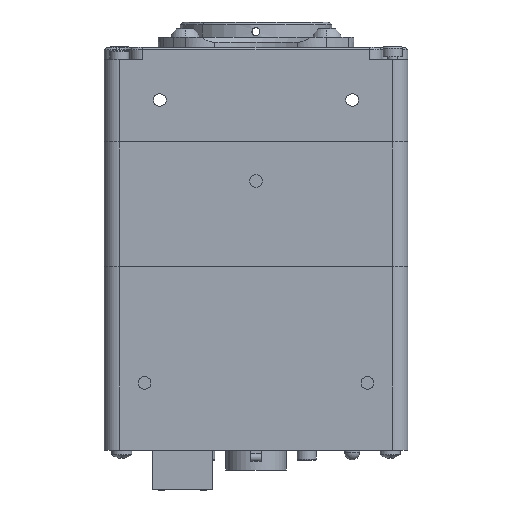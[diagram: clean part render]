
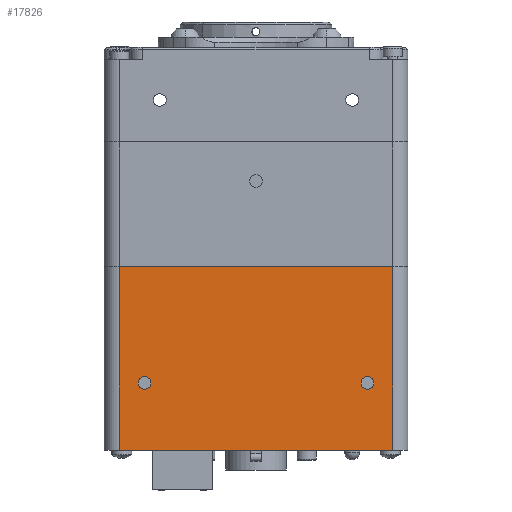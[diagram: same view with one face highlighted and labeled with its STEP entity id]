
A CAD part, front view. The second image highlights one B-rep face of the part: STEP entity #17826.
In plain terms, the highlighted planar face has unit normal (0, -1, 0).
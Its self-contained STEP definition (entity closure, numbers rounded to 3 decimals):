
#2110 = CARTESIAN_POINT ( 'NONE',  ( 50.897, -24.811, -53.349 ) ) ;
#2145 = AXIS2_PLACEMENT_3D ( 'NONE', #24890, #20553, #29268 ) ;
#2324 = CARTESIAN_POINT ( 'NONE',  ( 99.897, -24.811, -66.649 ) ) ;
#2330 = CARTESIAN_POINT ( 'NONE',  ( 94.897, -24.811, -52.099 ) ) ;
#2404 = DIRECTION ( 'NONE',  ( 1., 0., 0. ) ) ;
#2443 = EDGE_CURVE ( 'NONE', #25051, #8262, #19104, .T. ) ;
#2693 = DIRECTION ( 'NONE',  ( 0., -1., 0. ) ) ;
#2764 = FACE_BOUND ( 'NONE', #8209, .T. ) ;
#3073 = CIRCLE ( 'NONE', #21545, 1.25 ) ;
#3258 = VERTEX_POINT ( 'NONE', #2324 ) ;
#4188 = ORIENTED_EDGE ( 'NONE', *, *, #26886, .F. ) ;
#4627 = LINE ( 'NONE', #31866, #11768 ) ;
#5071 = CARTESIAN_POINT ( 'NONE',  ( 45.897, -24.811, -30.349 ) ) ;
#5406 = DIRECTION ( 'NONE',  ( 0., 1., 0. ) ) ;
#5779 = FACE_OUTER_BOUND ( 'NONE', #30840, .T. ) ;
#6417 = ORIENTED_EDGE ( 'NONE', *, *, #21455, .F. ) ;
#7712 = ORIENTED_EDGE ( 'NONE', *, *, #24655, .F. ) ;
#8209 = EDGE_LOOP ( 'NONE', ( #10066, #7712 ) ) ;
#8221 = DIRECTION ( 'NONE',  ( 0., -1., 0. ) ) ;
#8262 = VERTEX_POINT ( 'NONE', #31631 ) ;
#8935 = DIRECTION ( 'NONE',  ( 0., -1., 0. ) ) ;
#9385 = CIRCLE ( 'NONE', #18598, 1.25 ) ;
#10066 = ORIENTED_EDGE ( 'NONE', *, *, #30507, .F. ) ;
#10444 = ORIENTED_EDGE ( 'NONE', *, *, #14640, .T. ) ;
#10829 = FACE_BOUND ( 'NONE', #16949, .T. ) ;
#11427 = LINE ( 'NONE', #5071, #30960 ) ;
#11678 = ORIENTED_EDGE ( 'NONE', *, *, #2443, .T. ) ;
#11768 = VECTOR ( 'NONE', #28964, 1000. ) ;
#11936 = CIRCLE ( 'NONE', #2145, 1.25 ) ;
#12810 = EDGE_CURVE ( 'NONE', #25552, #18065, #3073, .T. ) ;
#13708 = CARTESIAN_POINT ( 'NONE',  ( 94.897, -24.811, -54.599 ) ) ;
#14531 = CARTESIAN_POINT ( 'NONE',  ( 50.897, -24.811, -52.099 ) ) ;
#14640 = EDGE_CURVE ( 'NONE', #8262, #3258, #4627, .T. ) ;
#14787 = CARTESIAN_POINT ( 'NONE',  ( 94.897, -24.811, -53.349 ) ) ;
#16201 = CARTESIAN_POINT ( 'NONE',  ( 45.897, -24.811, -37.349 ) ) ;
#16949 = EDGE_LOOP ( 'NONE', ( #33119, #4188 ) ) ;
#16970 = CARTESIAN_POINT ( 'NONE',  ( 102.897, -24.811, -37.349 ) ) ;
#17534 = DIRECTION ( 'NONE',  ( 1., 0., 0. ) ) ;
#17640 = VERTEX_POINT ( 'NONE', #31407 ) ;
#17826 = ADVANCED_FACE ( 'NONE', ( #2764, #10829, #5779 ), #31895, .F. ) ;
#18065 = VERTEX_POINT ( 'NONE', #2330 ) ;
#18550 = LINE ( 'NONE', #26715, #25120 ) ;
#18598 = AXIS2_PLACEMENT_3D ( 'NONE', #28542, #2693, #25838 ) ;
#19104 = LINE ( 'NONE', #16201, #21424 ) ;
#19622 = DIRECTION ( 'NONE',  ( 0., 0., -1. ) ) ;
#20351 = CARTESIAN_POINT ( 'NONE',  ( 45.897, -24.811, -30.349 ) ) ;
#20493 = CARTESIAN_POINT ( 'NONE',  ( 50.897, -24.811, -54.599 ) ) ;
#20553 = DIRECTION ( 'NONE',  ( 0., -1., 0. ) ) ;
#21424 = VECTOR ( 'NONE', #28026, 1000. ) ;
#21455 = EDGE_CURVE ( 'NONE', #25051, #17640, #11427, .T. ) ;
#21545 = AXIS2_PLACEMENT_3D ( 'NONE', #14787, #8221, #26588 ) ;
#24655 = EDGE_CURVE ( 'NONE', #34387, #30811, #9385, .T. ) ;
#24890 = CARTESIAN_POINT ( 'NONE',  ( 94.897, -24.811, -53.349 ) ) ;
#25051 = VERTEX_POINT ( 'NONE', #20351 ) ;
#25120 = VECTOR ( 'NONE', #29612, 1000. ) ;
#25552 = VERTEX_POINT ( 'NONE', #13708 ) ;
#25838 = DIRECTION ( 'NONE',  ( 0., 0., -1. ) ) ;
#26034 = ORIENTED_EDGE ( 'NONE', *, *, #29761, .T. ) ;
#26588 = DIRECTION ( 'NONE',  ( 0., 0., -1. ) ) ;
#26715 = CARTESIAN_POINT ( 'NONE',  ( 99.897, -24.811, -37.349 ) ) ;
#26886 = EDGE_CURVE ( 'NONE', #18065, #25552, #11936, .T. ) ;
#28026 = DIRECTION ( 'NONE',  ( 0., 0., -1. ) ) ;
#28542 = CARTESIAN_POINT ( 'NONE',  ( 50.897, -24.811, -53.349 ) ) ;
#28964 = DIRECTION ( 'NONE',  ( 1., 0., 0. ) ) ;
#29268 = DIRECTION ( 'NONE',  ( 0., 0., -1. ) ) ;
#29604 = AXIS2_PLACEMENT_3D ( 'NONE', #2110, #8935, #19622 ) ;
#29612 = DIRECTION ( 'NONE',  ( 0., 0., 1. ) ) ;
#29761 = EDGE_CURVE ( 'NONE', #3258, #17640, #18550, .T. ) ;
#30085 = AXIS2_PLACEMENT_3D ( 'NONE', #16970, #5406, #17534 ) ;
#30507 = EDGE_CURVE ( 'NONE', #30811, #34387, #34546, .T. ) ;
#30811 = VERTEX_POINT ( 'NONE', #20493 ) ;
#30840 = EDGE_LOOP ( 'NONE', ( #26034, #6417, #11678, #10444 ) ) ;
#30960 = VECTOR ( 'NONE', #2404, 1000. ) ;
#31407 = CARTESIAN_POINT ( 'NONE',  ( 99.897, -24.811, -30.349 ) ) ;
#31631 = CARTESIAN_POINT ( 'NONE',  ( 45.897, -24.811, -66.649 ) ) ;
#31866 = CARTESIAN_POINT ( 'NONE',  ( 102.897, -24.811, -66.649 ) ) ;
#31895 = PLANE ( 'NONE',  #30085 ) ;
#33119 = ORIENTED_EDGE ( 'NONE', *, *, #12810, .F. ) ;
#34387 = VERTEX_POINT ( 'NONE', #14531 ) ;
#34546 = CIRCLE ( 'NONE', #29604, 1.25 ) ;
